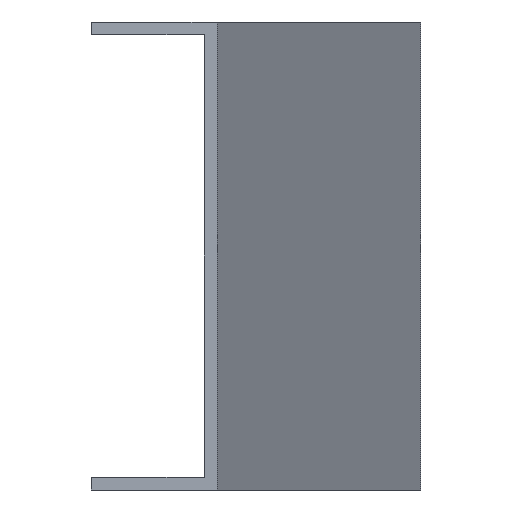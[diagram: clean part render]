
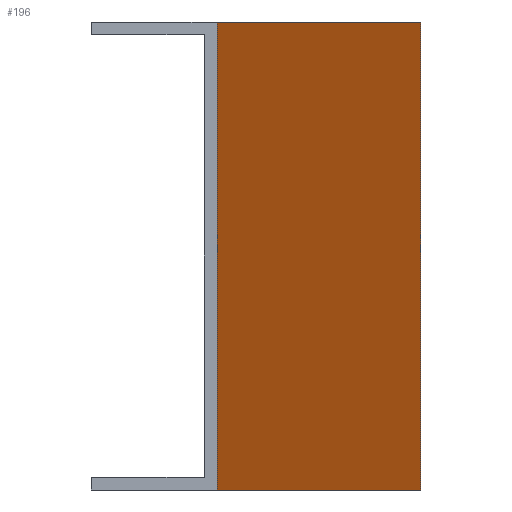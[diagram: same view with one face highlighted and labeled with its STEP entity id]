
A CAD part, left-side view. The second image highlights one B-rep face of the part: STEP entity #196.
In plain terms, the highlighted planar face has unit normal (-0.174, -0.985, 0).
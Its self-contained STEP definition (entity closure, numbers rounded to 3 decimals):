
#19=FACE_OUTER_BOUND('',#29,.T.);
#29=EDGE_LOOP('',(#146,#147,#148,#149));
#47=LINE('',#310,#71);
#50=LINE('',#316,#74);
#51=LINE('',#318,#75);
#52=LINE('',#319,#76);
#71=VECTOR('',#259,10.);
#74=VECTOR('',#264,10.);
#75=VECTOR('',#265,10.);
#76=VECTOR('',#266,10.);
#91=VERTEX_POINT('',#307);
#92=VERTEX_POINT('',#309);
#94=VERTEX_POINT('',#315);
#95=VERTEX_POINT('',#317);
#111=EDGE_CURVE('',#91,#92,#47,.T.);
#114=EDGE_CURVE('',#91,#94,#50,.T.);
#115=EDGE_CURVE('',#94,#95,#51,.T.);
#116=EDGE_CURVE('',#92,#95,#52,.T.);
#146=ORIENTED_EDGE('',*,*,#114,.T.);
#147=ORIENTED_EDGE('',*,*,#115,.T.);
#148=ORIENTED_EDGE('',*,*,#116,.F.);
#149=ORIENTED_EDGE('',*,*,#111,.F.);
#175=PLANE('',#229);
#196=ADVANCED_FACE('',(#19),#175,.T.);
#229=AXIS2_PLACEMENT_3D('',#314,#262,#263);
#259=DIRECTION('',(0.,0.,1.));
#262=DIRECTION('center_axis',(-0.175,-0.985,0.));
#263=DIRECTION('ref_axis',(0.985,-0.175,0.));
#264=DIRECTION('',(0.985,-0.175,0.));
#265=DIRECTION('',(0.,0.,1.));
#266=DIRECTION('',(0.985,-0.175,0.));
#307=CARTESIAN_POINT('',(0.,0.,0.));
#309=CARTESIAN_POINT('',(0.,0.,110.9));
#310=CARTESIAN_POINT('',(0.,0.,0.));
#314=CARTESIAN_POINT('Origin',(0.,0.,0.));
#315=CARTESIAN_POINT('',(272.,-48.21,0.));
#316=CARTESIAN_POINT('',(0.,0.,0.));
#317=CARTESIAN_POINT('',(272.,-48.21,110.9));
#318=CARTESIAN_POINT('',(272.,-48.21,0.));
#319=CARTESIAN_POINT('',(0.,0.,110.9));
